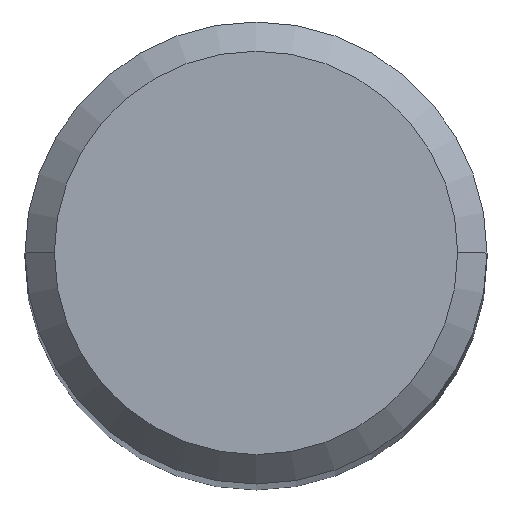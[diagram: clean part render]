
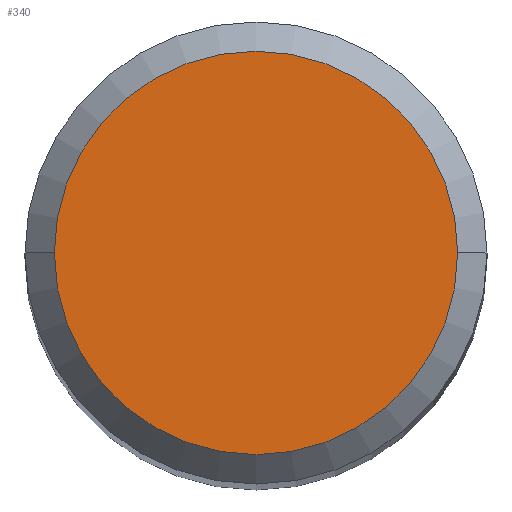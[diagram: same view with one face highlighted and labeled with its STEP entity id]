
A CAD part, top view. The second image highlights one B-rep face of the part: STEP entity #340.
In plain terms, the highlighted planar face has unit normal (0, 0, 1).
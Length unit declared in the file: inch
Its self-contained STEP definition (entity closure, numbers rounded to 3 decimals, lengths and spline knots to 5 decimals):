
#10 = AXIS2_PLACEMENT_3D ( 'NONE', #388, #106, #237 ) ;
#39 = CARTESIAN_POINT ( 'NONE',  ( 0., 0., 2.95276 ) ) ;
#77 = DIRECTION ( 'NONE',  ( 0., 0., 1. ) ) ;
#106 = DIRECTION ( 'NONE',  ( 0., 0., 1. ) ) ;
#118 = EDGE_LOOP ( 'NONE', ( #363, #404 ) ) ;
#130 = DIRECTION ( 'NONE',  ( 0., 0., 1. ) ) ;
#136 = PLANE ( 'NONE',  #10 ) ;
#140 = EDGE_CURVE ( 'NONE', #401, #154, #349, .T. ) ;
#154 = VERTEX_POINT ( 'NONE', #319 ) ;
#177 = CARTESIAN_POINT ( 'NONE',  ( 0.10311, 0., 2.95276 ) ) ;
#194 = EDGE_CURVE ( 'NONE', #154, #401, #274, .T. ) ;
#196 = CARTESIAN_POINT ( 'NONE',  ( 0., 0., 2.95276 ) ) ;
#228 = AXIS2_PLACEMENT_3D ( 'NONE', #196, #77, #315 ) ;
#237 = DIRECTION ( 'NONE',  ( 1., 0., 0. ) ) ;
#265 = FACE_OUTER_BOUND ( 'NONE', #118, .T. ) ;
#274 = CIRCLE ( 'NONE', #330, 0.10311 ) ;
#315 = DIRECTION ( 'NONE',  ( 1., 0., 0. ) ) ;
#319 = CARTESIAN_POINT ( 'NONE',  ( -0.10311, 0., 2.95276 ) ) ;
#330 = AXIS2_PLACEMENT_3D ( 'NONE', #39, #130, #382 ) ;
#340 = ADVANCED_FACE ( 'NONE', ( #265 ), #136, .T. ) ;
#349 = CIRCLE ( 'NONE', #228, 0.10311 ) ;
#363 = ORIENTED_EDGE ( 'NONE', *, *, #194, .T. ) ;
#382 = DIRECTION ( 'NONE',  ( 1., 0., 0. ) ) ;
#388 = CARTESIAN_POINT ( 'NONE',  ( 0., 0., 2.95276 ) ) ;
#401 = VERTEX_POINT ( 'NONE', #177 ) ;
#404 = ORIENTED_EDGE ( 'NONE', *, *, #140, .T. ) ;
